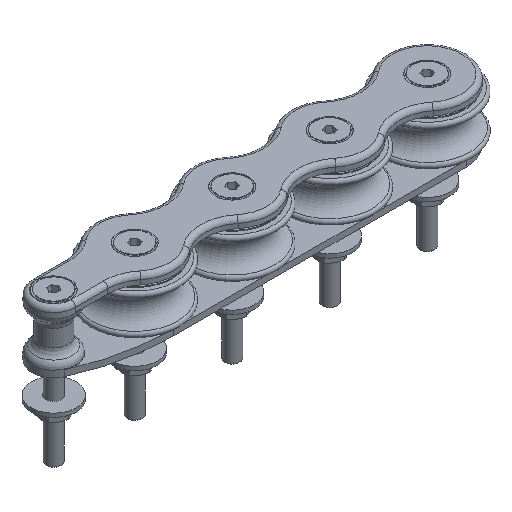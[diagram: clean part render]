
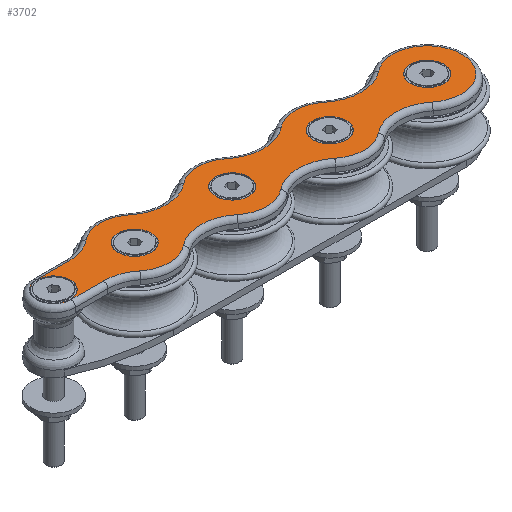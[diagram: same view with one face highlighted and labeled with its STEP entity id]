
A CAD part, isometric view. The second image highlights one B-rep face of the part: STEP entity #3702.
In plain terms, the highlighted planar face has unit normal (0, 0, 1).
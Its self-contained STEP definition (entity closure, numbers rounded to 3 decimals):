
#63=LINE('',#6250,#217);
#65=LINE('',#6262,#219);
#217=VECTOR('',#4986,21.5);
#219=VECTOR('',#5000,21.5);
#647=FACE_BOUND('',#1294,.T.);
#648=FACE_BOUND('',#1295,.T.);
#649=FACE_BOUND('',#1296,.T.);
#650=FACE_BOUND('',#1297,.T.);
#651=FACE_BOUND('',#1298,.T.);
#890=FACE_OUTER_BOUND('',#1293,.T.);
#1293=EDGE_LOOP('',(#3033,#3034,#3035,#3036,#3037,#3038,#3039,#3040,#3041,
#3042,#3043,#3044,#3045,#3046,#3047,#3048,#3049,#3050));
#1294=EDGE_LOOP('',(#3051));
#1295=EDGE_LOOP('',(#3052));
#1296=EDGE_LOOP('',(#3053));
#1297=EDGE_LOOP('',(#3054));
#1298=EDGE_LOOP('',(#3055));
#1531=CIRCLE('',#4019,11.01);
#1539=CIRCLE('',#4033,11.01);
#1547=CIRCLE('',#4047,11.01);
#1556=CIRCLE('',#4072,11.01);
#1558=CIRCLE('',#4076,11.01);
#1571=CIRCLE('',#4098,23.);
#1573=CIRCLE('',#4101,28.674);
#1577=CIRCLE('',#4107,11.5);
#1581=CIRCLE('',#4113,28.674);
#1584=CIRCLE('',#4117,23.);
#1587=CIRCLE('',#4121,28.674);
#1590=CIRCLE('',#4125,23.);
#1593=CIRCLE('',#4129,28.674);
#1596=CIRCLE('',#4133,23.);
#1599=CIRCLE('',#4137,28.674);
#1602=CIRCLE('',#4141,23.);
#1605=CIRCLE('',#4145,28.674);
#1608=CIRCLE('',#4149,23.);
#1611=CIRCLE('',#4153,28.674);
#1614=CIRCLE('',#4157,23.);
#1616=CIRCLE('',#4160,28.674);
#1829=VERTEX_POINT('',#6089);
#1837=VERTEX_POINT('',#6111);
#1845=VERTEX_POINT('',#6133);
#1866=VERTEX_POINT('',#6197);
#1868=VERTEX_POINT('',#6203);
#1878=VERTEX_POINT('',#6232);
#1881=VERTEX_POINT('',#6237);
#1883=VERTEX_POINT('',#6242);
#1885=VERTEX_POINT('',#6248);
#1887=VERTEX_POINT('',#6254);
#1889=VERTEX_POINT('',#6260);
#1891=VERTEX_POINT('',#6266);
#1893=VERTEX_POINT('',#6272);
#1895=VERTEX_POINT('',#6278);
#1897=VERTEX_POINT('',#6284);
#1899=VERTEX_POINT('',#6290);
#1901=VERTEX_POINT('',#6296);
#1903=VERTEX_POINT('',#6302);
#1905=VERTEX_POINT('',#6308);
#1907=VERTEX_POINT('',#6314);
#1909=VERTEX_POINT('',#6320);
#1911=VERTEX_POINT('',#6326);
#1913=VERTEX_POINT('',#6332);
#2209=EDGE_CURVE('',#1829,#1829,#1531,.T.);
#2217=EDGE_CURVE('',#1837,#1837,#1539,.T.);
#2225=EDGE_CURVE('',#1845,#1845,#1547,.T.);
#2252=EDGE_CURVE('',#1866,#1866,#1556,.T.);
#2254=EDGE_CURVE('',#1868,#1868,#1558,.T.);
#2267=EDGE_CURVE('',#1881,#1878,#1571,.T.);
#2269=EDGE_CURVE('',#1883,#1881,#1573,.T.);
#2272=EDGE_CURVE('',#1885,#1883,#63,.T.);
#2275=EDGE_CURVE('',#1887,#1885,#1577,.T.);
#2278=EDGE_CURVE('',#1889,#1887,#65,.T.);
#2281=EDGE_CURVE('',#1891,#1889,#1581,.T.);
#2284=EDGE_CURVE('',#1893,#1891,#1584,.T.);
#2287=EDGE_CURVE('',#1895,#1893,#1587,.T.);
#2290=EDGE_CURVE('',#1897,#1895,#1590,.T.);
#2293=EDGE_CURVE('',#1899,#1897,#1593,.T.);
#2296=EDGE_CURVE('',#1901,#1899,#1596,.T.);
#2299=EDGE_CURVE('',#1903,#1901,#1599,.T.);
#2302=EDGE_CURVE('',#1905,#1903,#1602,.T.);
#2305=EDGE_CURVE('',#1907,#1905,#1605,.T.);
#2308=EDGE_CURVE('',#1909,#1907,#1608,.T.);
#2311=EDGE_CURVE('',#1911,#1909,#1611,.T.);
#2314=EDGE_CURVE('',#1913,#1911,#1614,.T.);
#2316=EDGE_CURVE('',#1878,#1913,#1616,.T.);
#3033=ORIENTED_EDGE('',*,*,#2267,.F.);
#3034=ORIENTED_EDGE('',*,*,#2269,.F.);
#3035=ORIENTED_EDGE('',*,*,#2272,.F.);
#3036=ORIENTED_EDGE('',*,*,#2275,.F.);
#3037=ORIENTED_EDGE('',*,*,#2278,.F.);
#3038=ORIENTED_EDGE('',*,*,#2281,.F.);
#3039=ORIENTED_EDGE('',*,*,#2284,.F.);
#3040=ORIENTED_EDGE('',*,*,#2287,.F.);
#3041=ORIENTED_EDGE('',*,*,#2290,.F.);
#3042=ORIENTED_EDGE('',*,*,#2293,.F.);
#3043=ORIENTED_EDGE('',*,*,#2296,.F.);
#3044=ORIENTED_EDGE('',*,*,#2299,.F.);
#3045=ORIENTED_EDGE('',*,*,#2302,.F.);
#3046=ORIENTED_EDGE('',*,*,#2305,.F.);
#3047=ORIENTED_EDGE('',*,*,#2308,.F.);
#3048=ORIENTED_EDGE('',*,*,#2311,.F.);
#3049=ORIENTED_EDGE('',*,*,#2314,.F.);
#3050=ORIENTED_EDGE('',*,*,#2316,.F.);
#3051=ORIENTED_EDGE('',*,*,#2209,.T.);
#3052=ORIENTED_EDGE('',*,*,#2217,.T.);
#3053=ORIENTED_EDGE('',*,*,#2225,.T.);
#3054=ORIENTED_EDGE('',*,*,#2252,.T.);
#3055=ORIENTED_EDGE('',*,*,#2254,.T.);
#3468=PLANE('',#4176);
#3702=ADVANCED_FACE('',(#890,#647,#648,#649,#650,#651),#3468,.T.);
#4019=AXIS2_PLACEMENT_3D('',#6090,#4796,#4797);
#4033=AXIS2_PLACEMENT_3D('',#6112,#4824,#4825);
#4047=AXIS2_PLACEMENT_3D('',#6134,#4852,#4853);
#4072=AXIS2_PLACEMENT_3D('',#6198,#4920,#4921);
#4076=AXIS2_PLACEMENT_3D('',#6204,#4928,#4929);
#4098=AXIS2_PLACEMENT_3D('',#6239,#4972,#4973);
#4101=AXIS2_PLACEMENT_3D('',#6244,#4978,#4979);
#4107=AXIS2_PLACEMENT_3D('',#6256,#4992,#4993);
#4113=AXIS2_PLACEMENT_3D('',#6268,#5006,#5007);
#4117=AXIS2_PLACEMENT_3D('',#6274,#5014,#5015);
#4121=AXIS2_PLACEMENT_3D('',#6280,#5022,#5023);
#4125=AXIS2_PLACEMENT_3D('',#6286,#5030,#5031);
#4129=AXIS2_PLACEMENT_3D('',#6292,#5038,#5039);
#4133=AXIS2_PLACEMENT_3D('',#6298,#5046,#5047);
#4137=AXIS2_PLACEMENT_3D('',#6304,#5054,#5055);
#4141=AXIS2_PLACEMENT_3D('',#6310,#5062,#5063);
#4145=AXIS2_PLACEMENT_3D('',#6316,#5070,#5071);
#4149=AXIS2_PLACEMENT_3D('',#6322,#5078,#5079);
#4153=AXIS2_PLACEMENT_3D('',#6328,#5086,#5087);
#4157=AXIS2_PLACEMENT_3D('',#6334,#5094,#5095);
#4160=AXIS2_PLACEMENT_3D('',#6337,#5100,#5101);
#4176=AXIS2_PLACEMENT_3D('',#6375,#5144,#5145);
#4796=DIRECTION('center_axis',(0.,0.,
-1.));
#4797=DIRECTION('ref_axis',(-0.956,0.294,0.));
#4824=DIRECTION('center_axis',(0.,0.,
-1.));
#4825=DIRECTION('ref_axis',(-0.956,0.294,0.));
#4852=DIRECTION('center_axis',(0.,0.,
-1.));
#4853=DIRECTION('ref_axis',(-0.956,0.294,0.));
#4920=DIRECTION('center_axis',(0.,0.,
-1.));
#4921=DIRECTION('ref_axis',(-0.956,0.294,0.));
#4928=DIRECTION('center_axis',(0.,0.,
-1.));
#4929=DIRECTION('ref_axis',(-0.431,-0.902,0.));
#4972=DIRECTION('center_axis',(0.,0.,
-1.));
#4973=DIRECTION('ref_axis',(0.,1.,0.));
#4978=DIRECTION('center_axis',(0.,0.,
1.));
#4979=DIRECTION('ref_axis',(0.334,-0.943,0.));
#4986=DIRECTION('',(1.,0.,0.));
#4992=DIRECTION('center_axis',(0.,0.,
-1.));
#4993=DIRECTION('ref_axis',(-1.,0.,0.));
#5000=DIRECTION('',(-1.,0.,0.));
#5006=DIRECTION('center_axis',(0.,0.,
1.));
#5007=DIRECTION('ref_axis',(0.334,0.943,0.));
#5014=DIRECTION('center_axis',(0.,0.,
-1.));
#5015=DIRECTION('ref_axis',(0.,-1.,0.));
#5022=DIRECTION('center_axis',(0.,0.,
1.));
#5023=DIRECTION('ref_axis',(0.,1.,0.));
#5030=DIRECTION('center_axis',(0.,0.,
-1.));
#5031=DIRECTION('ref_axis',(0.,-1.,0.));
#5038=DIRECTION('center_axis',(0.,0.,
1.));
#5039=DIRECTION('ref_axis',(0.,1.,0.));
#5046=DIRECTION('center_axis',(0.,0.,
-1.));
#5047=DIRECTION('ref_axis',(0.,-1.,0.));
#5054=DIRECTION('center_axis',(0.,0.,
1.));
#5055=DIRECTION('ref_axis',(0.,1.,0.));
#5062=DIRECTION('center_axis',(0.,0.,
-1.));
#5063=DIRECTION('ref_axis',(1.,0.,0.));
#5070=DIRECTION('center_axis',(0.,0.,
1.));
#5071=DIRECTION('ref_axis',(0.,-1.,0.));
#5078=DIRECTION('center_axis',(0.,0.,
-1.));
#5079=DIRECTION('ref_axis',(0.,1.,0.));
#5086=DIRECTION('center_axis',(0.,0.,
1.));
#5087=DIRECTION('ref_axis',(0.,-1.,0.));
#5094=DIRECTION('center_axis',(0.,0.,
-1.));
#5095=DIRECTION('ref_axis',(0.,1.,0.));
#5100=DIRECTION('center_axis',(0.,0.,
1.));
#5101=DIRECTION('ref_axis',(0.,-1.,0.));
#5144=DIRECTION('center_axis',(0.,0.,
1.));
#5145=DIRECTION('ref_axis',(1.,0.,0.));
#6089=CARTESIAN_POINT('',(-184.477,-3.239,40.7));
#6090=CARTESIAN_POINT('Origin',(-195.,0.,40.7));
#6111=CARTESIAN_POINT('',(-119.477,-3.239,40.7));
#6112=CARTESIAN_POINT('Origin',(-130.,0.,40.7));
#6133=CARTESIAN_POINT('',(-54.477,-3.239,40.7));
#6134=CARTESIAN_POINT('Origin',(-65.,0.,40.7));
#6197=CARTESIAN_POINT('',(10.523,-3.239,40.7));
#6198=CARTESIAN_POINT('Origin',(0.,0.,
40.7));
#6203=CARTESIAN_POINT('',(-244.254,9.935,40.7));
#6204=CARTESIAN_POINT('Origin',(-249.,0.,40.7));
#6232=CARTESIAN_POINT('',(-180.534,17.881,40.7));
#6237=CARTESIAN_POINT('',(-209.466,17.881,40.7));
#6239=CARTESIAN_POINT('Origin',(-195.,0.,40.7));
#6242=CARTESIAN_POINT('',(-227.5,11.5,40.7));
#6244=CARTESIAN_POINT('Origin',(-227.5,40.174,40.7));
#6248=CARTESIAN_POINT('',(-249.,11.5,40.7));
#6250=CARTESIAN_POINT('',(-171.58,11.5,40.7));
#6254=CARTESIAN_POINT('',(-249.,-11.5,40.7));
#6256=CARTESIAN_POINT('Origin',(-249.,0.,40.7));
#6260=CARTESIAN_POINT('',(-227.5,-11.5,40.7));
#6262=CARTESIAN_POINT('',(-182.33,-11.5,40.7));
#6266=CARTESIAN_POINT('',(-209.466,-17.881,40.7));
#6268=CARTESIAN_POINT('Origin',(-227.5,-40.174,40.7));
#6272=CARTESIAN_POINT('',(-180.534,-17.881,40.7));
#6274=CARTESIAN_POINT('Origin',(-195.,0.,40.7));
#6278=CARTESIAN_POINT('',(-144.466,-17.881,40.7));
#6280=CARTESIAN_POINT('Origin',(-162.5,-40.174,40.7));
#6284=CARTESIAN_POINT('',(-115.534,-17.881,40.7));
#6286=CARTESIAN_POINT('Origin',(-130.,0.,40.7));
#6290=CARTESIAN_POINT('',(-79.466,-17.881,40.7));
#6292=CARTESIAN_POINT('Origin',(-97.5,-40.174,40.7));
#6296=CARTESIAN_POINT('',(-50.534,-17.881,40.7));
#6298=CARTESIAN_POINT('Origin',(-65.,0.,40.7));
#6302=CARTESIAN_POINT('',(-14.466,-17.881,40.7));
#6304=CARTESIAN_POINT('Origin',(-32.5,-40.174,40.7));
#6308=CARTESIAN_POINT('',(-14.466,17.881,40.7));
#6310=CARTESIAN_POINT('Origin',(0.,0.,
40.7));
#6314=CARTESIAN_POINT('',(-50.534,17.881,40.7));
#6316=CARTESIAN_POINT('Origin',(-32.5,40.174,40.7));
#6320=CARTESIAN_POINT('',(-79.466,17.881,40.7));
#6322=CARTESIAN_POINT('Origin',(-65.,0.,40.7));
#6326=CARTESIAN_POINT('',(-115.534,17.881,40.7));
#6328=CARTESIAN_POINT('Origin',(-97.5,40.174,40.7));
#6332=CARTESIAN_POINT('',(-144.466,17.881,40.7));
#6334=CARTESIAN_POINT('Origin',(-130.,0.,40.7));
#6337=CARTESIAN_POINT('Origin',(-162.5,40.174,40.7));
#6375=CARTESIAN_POINT('Origin',(-115.661,0.,
40.7));
